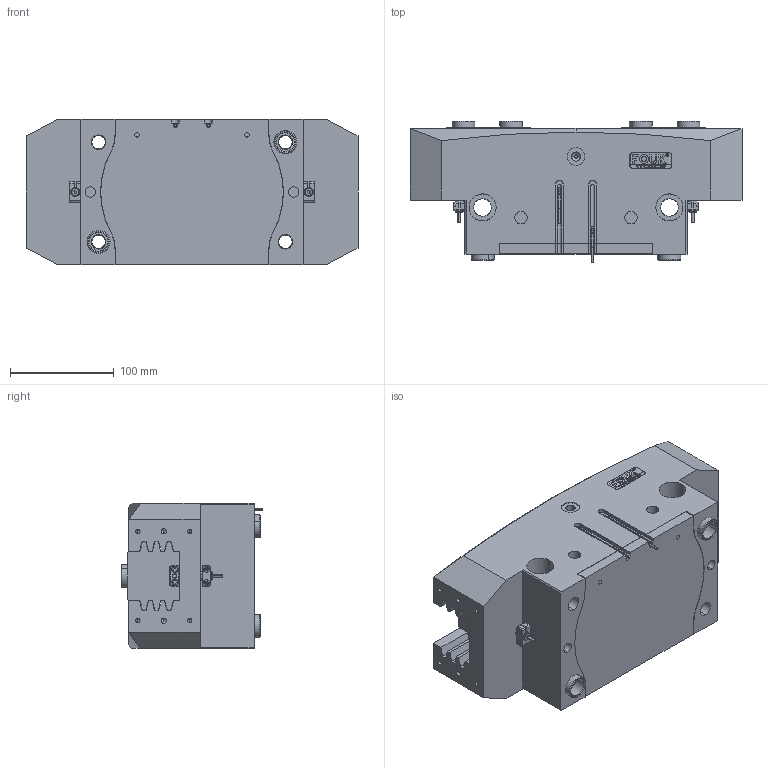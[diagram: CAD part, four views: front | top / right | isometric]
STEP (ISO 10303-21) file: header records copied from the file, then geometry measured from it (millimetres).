
FILE_DESCRIPTION (( 'STEP AP203' ), '1' );
FILE_NAME ('FR136-320.STEP', '2025-05-07T00:41:05', ( 'USER-' ), ( 'Microsoft' ), 'SwSTEP 2.0', 'SolidWorks 2018', '' );
FILE_SCHEMA (( 'CONFIG_CONTROL_DESIGN' ));
Length unit declared in the file: millimetre
Products named in the file (14): FR136-320; TRT136-320-MX-06 笢猾え; 8-30 換覜ん; 22x12杶种; TRT136-320-MX-01 齿形壳体(默认_按加工_); P-GS-T-01 喘倛蚚標釱; 内六角圆柱头螺钉[GBT70_1-2008][M3×10]_M3×10; 大感测压块装配体; 40x15-R2.5; ﾏ擎ﾗ22｡ﾁ16｡ﾁ12; TRT136-320-MX-05 菁裔啣; TRT136-320-MX-02 喘倛賑輸; 晚假蚾輸B; 棠羲換覜ん
Assembly tree (23 placements, depth 3):
  FR136-320
    TRT136-320-MX-01 齿形壳体(默认_按加工_)
    TRT136-320-MX-02 喘倛賑輸  x2
    TRT136-320-MX-05 菁裔啣
    8-30 換覜ん  x2
    22x12杶种  x4
    TRT136-320-MX-06 笢猾え
    P-GS-T-01 喘倛蚚標釱  x2
    40x15-R2.5
    棠羲換覜ん  x2
    大感测压块装配体  x2
      晚假蚾輸B
      内六角圆柱头螺钉[GBT70_1-2008][M3×10]_M3×10
    ﾏ擎ﾗ22｡ﾁ16｡ﾁ12  x2
Bounding box: 320 x 136.31 x 140 mm (x, y, z)
Volume: 4123015.5 mm3; surface area: 448677.1 mm2
Topology: 24 solids, 26 shells, 1397 faces, 3597 edges, 2289 vertices
Faces by surface type: plane 618, cylinder 399, cone 209, bspline 155, torus 16
Entity records: 41470 total; most frequent: CARTESIAN_POINT 13095, ORIENTED_EDGE 5702, DIRECTION 5138, EDGE_CURVE 2851, VERTEX_POINT 1861, VECTOR 1794, LINE 1794, AXIS2_PLACEMENT_3D 1672
